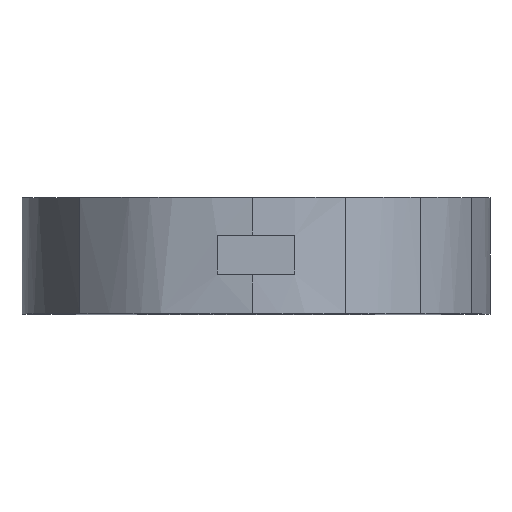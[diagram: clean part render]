
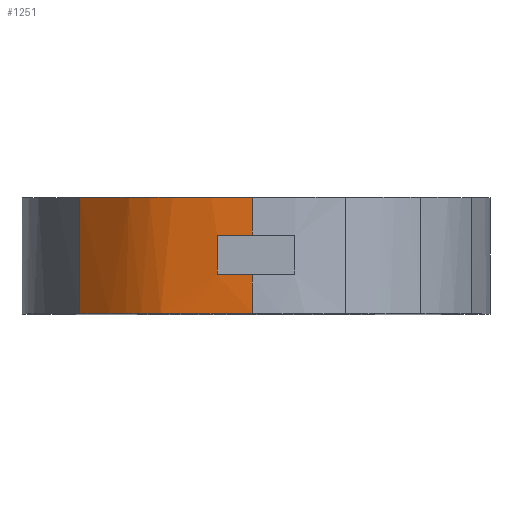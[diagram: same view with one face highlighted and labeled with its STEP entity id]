
A CAD part, top view. The second image highlights one B-rep face of the part: STEP entity #1251.
In plain terms, the highlighted free-form (B-spline) face has degree [3, 1] with [5, 2] control points.
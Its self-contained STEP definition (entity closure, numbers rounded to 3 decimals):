
#41=B_SPLINE_SURFACE_WITH_KNOTS('',3,1,((#1914,#1915),(#1916,#1917),(#1918,
#1919),(#1920,#1921),(#1922,#1923)),.UNSPECIFIED.,.F.,.F.,.F.,(4,1,4),(2,
2),(-1.003,-0.528,0.),(-0.3,0.3),.UNSPECIFIED.);
#103=FACE_OUTER_BOUND('',#175,.T.);
#175=EDGE_LOOP('',(#938,#939,#940,#941,#942,#943,#944,#945));
#235=LINE('',#1505,#312);
#237=LINE('',#1520,#314);
#253=LINE('',#1930,#330);
#312=VECTOR('',#1354,10.);
#314=VECTOR('',#1356,10.);
#330=VECTOR('',#1374,10.);
#381=B_SPLINE_CURVE_WITH_KNOTS('',3,(#1450,#1451,#1452,#1453),
 .UNSPECIFIED.,.F.,.F.,(4,4),(-0.183,0.),.UNSPECIFIED.);
#384=B_SPLINE_CURVE_WITH_KNOTS('',3,(#1476,#1477,#1478,#1479),
 .UNSPECIFIED.,.F.,.F.,(4,4),(-0.229,-0.05),
 .UNSPECIFIED.);
#386=B_SPLINE_CURVE_WITH_KNOTS('',3,(#1488,#1489,#1490,#1491),
 .UNSPECIFIED.,.F.,.F.,(4,4),(-0.25,-0.05),.UNSPECIFIED.);
#393=B_SPLINE_CURVE_WITH_KNOTS('',3,(#1547,#1548,#1549,#1550,#1551),
 .UNSPECIFIED.,.F.,.F.,(4,1,4),(0.,0.528,1.003),
 .UNSPECIFIED.);
#427=B_SPLINE_CURVE_WITH_KNOTS('',3,(#1925,#1926,#1927,#1928,#1929),
 .UNSPECIFIED.,.F.,.F.,(4,1,4),(-1.003,-0.528,0.),
 .UNSPECIFIED.);
#499=VERTEX_POINT('',#1448);
#500=VERTEX_POINT('',#1449);
#506=VERTEX_POINT('',#1474);
#507=VERTEX_POINT('',#1475);
#509=VERTEX_POINT('',#1504);
#512=VERTEX_POINT('',#1514);
#517=VERTEX_POINT('',#1546);
#550=VERTEX_POINT('',#1924);
#629=EDGE_CURVE('',#499,#500,#381,.T.);
#637=EDGE_CURVE('',#506,#507,#384,.T.);
#641=EDGE_CURVE('',#507,#499,#386,.T.);
#643=EDGE_CURVE('',#509,#506,#235,.T.);
#647=EDGE_CURVE('',#500,#512,#237,.T.);
#652=EDGE_CURVE('',#509,#517,#393,.T.);
#701=EDGE_CURVE('',#550,#512,#427,.T.);
#702=EDGE_CURVE('',#517,#550,#253,.T.);
#938=ORIENTED_EDGE('',*,*,#629,.T.);
#939=ORIENTED_EDGE('',*,*,#647,.T.);
#940=ORIENTED_EDGE('',*,*,#701,.F.);
#941=ORIENTED_EDGE('',*,*,#702,.F.);
#942=ORIENTED_EDGE('',*,*,#652,.F.);
#943=ORIENTED_EDGE('',*,*,#643,.T.);
#944=ORIENTED_EDGE('',*,*,#637,.T.);
#945=ORIENTED_EDGE('',*,*,#641,.T.);
#1251=ADVANCED_FACE('',(#103),#41,.T.);
#1354=DIRECTION('',(0.,1.,0.));
#1356=DIRECTION('',(0.,1.,0.));
#1374=DIRECTION('',(0.,1.,0.));
#1448=CARTESIAN_POINT('',(11.125,1.,30.379));
#1449=CARTESIAN_POINT('',(12.941,1.,30.528));
#1450=CARTESIAN_POINT('Ctrl Pts',(11.125,1.,30.379));
#1451=CARTESIAN_POINT('Ctrl Pts',(11.724,1.,30.443));
#1452=CARTESIAN_POINT('Ctrl Pts',(12.332,1.,30.486));
#1453=CARTESIAN_POINT('Ctrl Pts',(12.941,1.,30.528));
#1474=CARTESIAN_POINT('',(12.941,-1.,30.528));
#1475=CARTESIAN_POINT('',(11.125,-1.,30.379));
#1476=CARTESIAN_POINT('Ctrl Pts',(12.941,-1.,30.528));
#1477=CARTESIAN_POINT('Ctrl Pts',(12.332,-1.,30.486));
#1478=CARTESIAN_POINT('Ctrl Pts',(11.724,-1.,30.443));
#1479=CARTESIAN_POINT('Ctrl Pts',(11.125,-1.,30.379));
#1488=CARTESIAN_POINT('Ctrl Pts',(11.125,-1.,30.379));
#1489=CARTESIAN_POINT('Ctrl Pts',(11.125,-0.333,30.379));
#1490=CARTESIAN_POINT('Ctrl Pts',(11.125,0.333,30.379));
#1491=CARTESIAN_POINT('Ctrl Pts',(11.125,1.,30.379));
#1504=CARTESIAN_POINT('',(12.941,-3.,30.528));
#1505=CARTESIAN_POINT('',(12.941,0.,30.528));
#1514=CARTESIAN_POINT('',(12.941,3.,30.528));
#1520=CARTESIAN_POINT('',(12.941,0.,30.528));
#1546=CARTESIAN_POINT('',(4.035,-3.,26.591));
#1547=CARTESIAN_POINT('Ctrl Pts',(12.941,-3.,30.528));
#1548=CARTESIAN_POINT('Ctrl Pts',(11.12,-3.,30.402));
#1549=CARTESIAN_POINT('Ctrl Pts',(7.66,-3.,30.162));
#1550=CARTESIAN_POINT('Ctrl Pts',(5.2,-3.,27.739));
#1551=CARTESIAN_POINT('Ctrl Pts',(4.035,-3.,26.591));
#1914=CARTESIAN_POINT('Ctrl Pts',(4.035,-3.,26.591));
#1915=CARTESIAN_POINT('Ctrl Pts',(4.035,3.,26.591));
#1916=CARTESIAN_POINT('Ctrl Pts',(5.2,-3.,27.739));
#1917=CARTESIAN_POINT('Ctrl Pts',(5.2,3.,27.739));
#1918=CARTESIAN_POINT('Ctrl Pts',(7.66,-3.,30.162));
#1919=CARTESIAN_POINT('Ctrl Pts',(7.66,3.,30.162));
#1920=CARTESIAN_POINT('Ctrl Pts',(11.12,-3.,30.402));
#1921=CARTESIAN_POINT('Ctrl Pts',(11.12,3.,30.402));
#1922=CARTESIAN_POINT('Ctrl Pts',(12.941,-3.,30.528));
#1923=CARTESIAN_POINT('Ctrl Pts',(12.941,3.,30.528));
#1924=CARTESIAN_POINT('',(4.035,3.,26.591));
#1925=CARTESIAN_POINT('Ctrl Pts',(4.035,3.,26.591));
#1926=CARTESIAN_POINT('Ctrl Pts',(5.2,3.,27.739));
#1927=CARTESIAN_POINT('Ctrl Pts',(7.66,3.,30.162));
#1928=CARTESIAN_POINT('Ctrl Pts',(11.12,3.,30.402));
#1929=CARTESIAN_POINT('Ctrl Pts',(12.941,3.,30.528));
#1930=CARTESIAN_POINT('',(4.035,0.,26.591));
